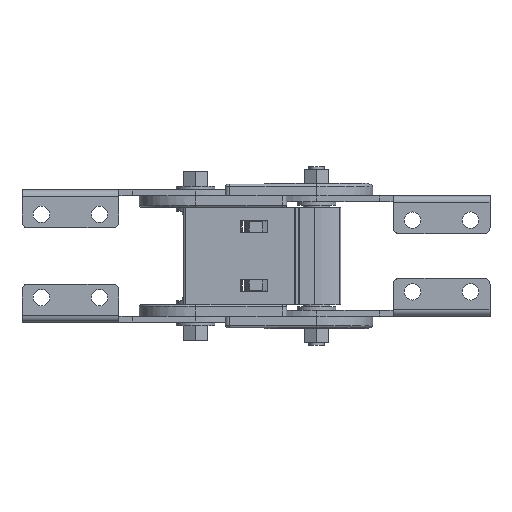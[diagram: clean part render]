
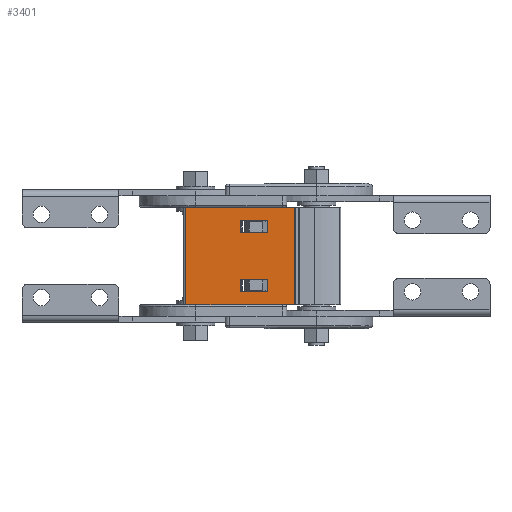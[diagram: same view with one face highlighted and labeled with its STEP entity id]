
A CAD part, front view. The second image highlights one B-rep face of the part: STEP entity #3401.
In plain terms, the highlighted planar face has unit normal (0, -1, -0.009).
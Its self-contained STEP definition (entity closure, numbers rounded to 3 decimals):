
#59 = CARTESIAN_POINT ( 'NONE',  ( -49.6, 142.383, 166.405 ) ) ;
#854 = EDGE_CURVE ( 'NONE', #23268, #41780, #34354, .T. ) ;
#909 = DIRECTION ( 'NONE',  ( 0., 0.009, -1. ) ) ;
#1241 = VERTEX_POINT ( 'NONE', #22378 ) ;
#1284 = LINE ( 'NONE', #35026, #8482 ) ;
#1852 = VECTOR ( 'NONE', #17721, 1000. ) ;
#2443 = FACE_OUTER_BOUND ( 'NONE', #32773, .T. ) ;
#2867 = ORIENTED_EDGE ( 'NONE', *, *, #854, .T. ) ;
#3262 = CARTESIAN_POINT ( 'NONE',  ( -105.8, 143.531, 34.791 ) ) ;
#3339 = CARTESIAN_POINT ( 'NONE',  ( -105.8, 142.383, 166.405 ) ) ;
#3401 = ADVANCED_FACE ( 'NONE', ( #43841, #2443, #10678 ), #12300, .F. ) ;
#3676 = EDGE_CURVE ( 'NONE', #41577, #26220, #25470, .T. ) ;
#4311 = DIRECTION ( 'NONE',  ( -1., 0., 0. ) ) ;
#4954 = AXIS2_PLACEMENT_3D ( 'NONE', #19859, #33928, #19402 ) ;
#5444 = ORIENTED_EDGE ( 'NONE', *, *, #33172, .F. ) ;
#6164 = CARTESIAN_POINT ( 'NONE',  ( -77.82, 143.418, 47.84 ) ) ;
#6382 = LINE ( 'NONE', #39640, #17346 ) ;
#7732 = EDGE_CURVE ( 'NONE', #12336, #36921, #37970, .T. ) ;
#7793 = EDGE_CURVE ( 'NONE', #24944, #40681, #36293, .T. ) ;
#8482 = VECTOR ( 'NONE', #27162, 1000. ) ;
#8923 = ORIENTED_EDGE ( 'NONE', *, *, #7793, .T. ) ;
#9958 = DIRECTION ( 'NONE',  ( -1., 0., 0. ) ) ;
#10011 = EDGE_CURVE ( 'NONE', #26220, #29621, #44970, .T. ) ;
#10030 = ORIENTED_EDGE ( 'NONE', *, *, #10011, .F. ) ;
#10652 = VECTOR ( 'NONE', #23143, 1000. ) ;
#10678 = FACE_BOUND ( 'NONE', #30320, .T. ) ;
#10765 = CARTESIAN_POINT ( 'NONE',  ( -80.82, 143.531, 34.791 ) ) ;
#10965 = CARTESIAN_POINT ( 'NONE',  ( -77.82, 143.418, 47.84 ) ) ;
#11012 = EDGE_CURVE ( 'NONE', #40681, #23268, #6382, .T. ) ;
#11391 = VECTOR ( 'NONE', #39733, 1000. ) ;
#12300 = PLANE ( 'NONE',  #4954 ) ;
#12336 = VERTEX_POINT ( 'NONE', #44310 ) ;
#13829 = VECTOR ( 'NONE', #24794, 1000. ) ;
#14205 = EDGE_CURVE ( 'NONE', #36921, #18995, #23939, .T. ) ;
#14880 = EDGE_CURVE ( 'NONE', #36628, #29621, #34276, .T. ) ;
#15517 = VECTOR ( 'NONE', #20545, 1000. ) ;
#16812 = CARTESIAN_POINT ( 'NONE',  ( -63.82, 143.208, 71.86 ) ) ;
#16893 = CARTESIAN_POINT ( 'NONE',  ( -105.8, 143.094, 84.909 ) ) ;
#17346 = VECTOR ( 'NONE', #32750, 1000. ) ;
#17721 = DIRECTION ( 'NONE',  ( -1., 0., 0. ) ) ;
#17911 = ORIENTED_EDGE ( 'NONE', *, *, #7732, .F. ) ;
#18501 = CARTESIAN_POINT ( 'NONE',  ( -63.82, 143.208, 71.86 ) ) ;
#18995 = VERTEX_POINT ( 'NONE', #10965 ) ;
#19076 = CARTESIAN_POINT ( 'NONE',  ( -77.82, 143.208, 71.86 ) ) ;
#19402 = DIRECTION ( 'NONE',  ( 0., 0.009, -1. ) ) ;
#19859 = CARTESIAN_POINT ( 'NONE',  ( -80.82, 143.095, 84.789 ) ) ;
#20513 = CARTESIAN_POINT ( 'NONE',  ( -49.6, 143.531, 34.791 ) ) ;
#20545 = DIRECTION ( 'NONE',  ( 1., 0., 0. ) ) ;
#20721 = ORIENTED_EDGE ( 'NONE', *, *, #33234, .F. ) ;
#21218 = CARTESIAN_POINT ( 'NONE',  ( -49.6, 143.094, 84.909 ) ) ;
#22029 = DIRECTION ( 'NONE',  ( -1., 0., 0. ) ) ;
#22378 = CARTESIAN_POINT ( 'NONE',  ( -77.82, 143.473, 41.541 ) ) ;
#22990 = ORIENTED_EDGE ( 'NONE', *, *, #36547, .T. ) ;
#23143 = DIRECTION ( 'NONE',  ( 0., 0.009, -1. ) ) ;
#23268 = VERTEX_POINT ( 'NONE', #32391 ) ;
#23939 = LINE ( 'NONE', #6164, #41595 ) ;
#24145 = VECTOR ( 'NONE', #909, 1000. ) ;
#24794 = DIRECTION ( 'NONE',  ( 0., 0.009, -1. ) ) ;
#24944 = VERTEX_POINT ( 'NONE', #16812 ) ;
#25063 = CARTESIAN_POINT ( 'NONE',  ( -63.82, 143.418, 47.84 ) ) ;
#25470 = LINE ( 'NONE', #59, #13829 ) ;
#26220 = VERTEX_POINT ( 'NONE', #20513 ) ;
#26916 = VECTOR ( 'NONE', #22029, 1000. ) ;
#27162 = DIRECTION ( 'NONE',  ( 1., 0., 0. ) ) ;
#29484 = ORIENTED_EDGE ( 'NONE', *, *, #14880, .T. ) ;
#29621 = VERTEX_POINT ( 'NONE', #3262 ) ;
#30320 = EDGE_LOOP ( 'NONE', ( #8923, #43974, #2867, #22990 ) ) ;
#30549 = CARTESIAN_POINT ( 'NONE',  ( -77.82, 143.418, 47.84 ) ) ;
#31070 = CARTESIAN_POINT ( 'NONE',  ( -77.82, 143.153, 78.16 ) ) ;
#31249 = ORIENTED_EDGE ( 'NONE', *, *, #14205, .F. ) ;
#31289 = LINE ( 'NONE', #38853, #32904 ) ;
#31907 = DIRECTION ( 'NONE',  ( 0., 0.009, -1. ) ) ;
#32391 = CARTESIAN_POINT ( 'NONE',  ( -77.82, 143.153, 78.16 ) ) ;
#32750 = DIRECTION ( 'NONE',  ( 0., -0.009, 1. ) ) ;
#32773 = EDGE_LOOP ( 'NONE', ( #34143, #44527, #29484, #10030 ) ) ;
#32904 = VECTOR ( 'NONE', #4311, 1000. ) ;
#33172 = EDGE_CURVE ( 'NONE', #1241, #12336, #1284, .T. ) ;
#33234 = EDGE_CURVE ( 'NONE', #18995, #1241, #37185, .T. ) ;
#33928 = DIRECTION ( 'NONE',  ( 0., 1., 0.009 ) ) ;
#34084 = LINE ( 'NONE', #18501, #24145 ) ;
#34143 = ORIENTED_EDGE ( 'NONE', *, *, #3676, .F. ) ;
#34276 = LINE ( 'NONE', #3339, #39796 ) ;
#34354 = LINE ( 'NONE', #31070, #15517 ) ;
#35026 = CARTESIAN_POINT ( 'NONE',  ( -77.82, 143.473, 41.541 ) ) ;
#36079 = CARTESIAN_POINT ( 'NONE',  ( -77.82, 143.208, 71.86 ) ) ;
#36293 = LINE ( 'NONE', #36079, #26916 ) ;
#36547 = EDGE_CURVE ( 'NONE', #41780, #24944, #34084, .T. ) ;
#36628 = VERTEX_POINT ( 'NONE', #16893 ) ;
#36921 = VERTEX_POINT ( 'NONE', #25063 ) ;
#37185 = LINE ( 'NONE', #30549, #10652 ) ;
#37747 = EDGE_CURVE ( 'NONE', #41577, #36628, #31289, .T. ) ;
#37970 = LINE ( 'NONE', #43469, #11391 ) ;
#38853 = CARTESIAN_POINT ( 'NONE',  ( -80.82, 143.094, 84.909 ) ) ;
#39526 = EDGE_LOOP ( 'NONE', ( #31249, #17911, #5444, #20721 ) ) ;
#39640 = CARTESIAN_POINT ( 'NONE',  ( -77.82, 143.208, 71.86 ) ) ;
#39733 = DIRECTION ( 'NONE',  ( 0., -0.009, 1. ) ) ;
#39796 = VECTOR ( 'NONE', #31907, 1000. ) ;
#40681 = VERTEX_POINT ( 'NONE', #19076 ) ;
#41577 = VERTEX_POINT ( 'NONE', #21218 ) ;
#41595 = VECTOR ( 'NONE', #9958, 1000. ) ;
#41780 = VERTEX_POINT ( 'NONE', #41807 ) ;
#41807 = CARTESIAN_POINT ( 'NONE',  ( -63.82, 143.153, 78.16 ) ) ;
#43469 = CARTESIAN_POINT ( 'NONE',  ( -63.82, 143.418, 47.84 ) ) ;
#43841 = FACE_BOUND ( 'NONE', #39526, .T. ) ;
#43974 = ORIENTED_EDGE ( 'NONE', *, *, #11012, .T. ) ;
#44310 = CARTESIAN_POINT ( 'NONE',  ( -63.82, 143.473, 41.541 ) ) ;
#44527 = ORIENTED_EDGE ( 'NONE', *, *, #37747, .T. ) ;
#44970 = LINE ( 'NONE', #10765, #1852 ) ;
